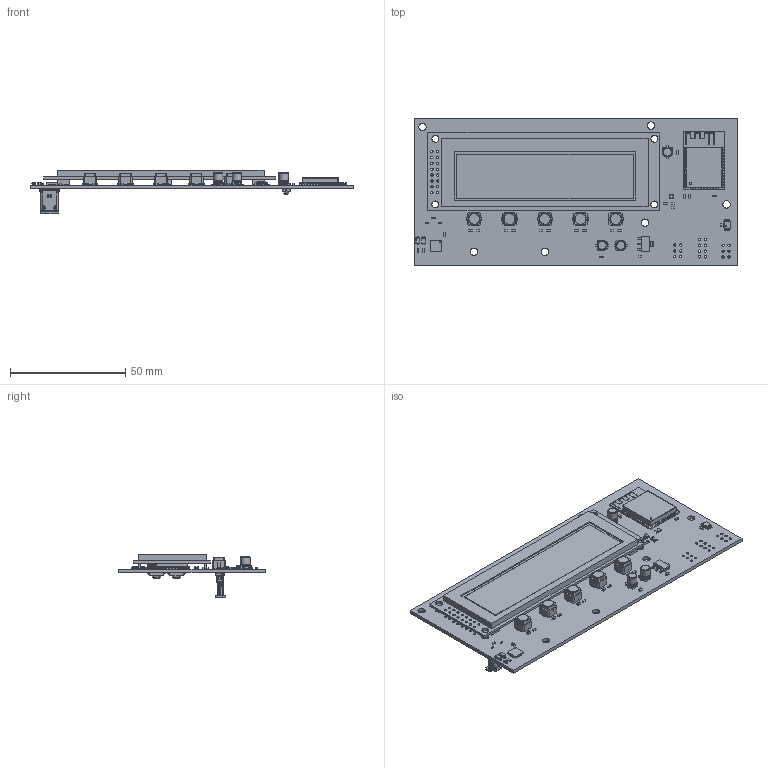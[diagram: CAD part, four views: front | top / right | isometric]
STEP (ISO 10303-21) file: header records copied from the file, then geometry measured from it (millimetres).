
FILE_DESCRIPTION(('KiCad electronic assembly'),'2;1');
FILE_NAME('MiliOhmMeter.step','2022-02-11T21:51:18',('Pcbnew'),('Kicad') ,'Open CASCADE STEP processor 7.6','KiCad to STEP converter','Unknown' );
FILE_SCHEMA(('AUTOMOTIVE_DESIGN { 1 0 10303 214 1 1 1 1 }'));
Length unit declared in the file: millimetre
Products named in the file (28): MiliOhmMeter 1; C_0603_1608Metric; SOLID; SW_SPST_Alps_SKPMAME010; COMPOUND; R_0603_1608Metric; D_SOD-123; TSSOP-10_3x3mm_P0.5mm; C_Elec_4x5.4; QFN-28-1EP_5x5mm_P0.5mm_EP3.35x3.35mm; SOT-363_SC-70-6; SOT-223; ESP32-WROOM-32; OLED_SSD1322_NHD_256X64; USB_Micro-B_Molex-105133-0031; SW_SPST_CK_RS282G05A3; MiliOhmMeter PCB
Assembly tree (56 placements, depth 3):
  MiliOhmMeter 1
    C_0603_1608Metric  x12
      SOLID
    SW_SPST_Alps_SKPMAME010  x5
      COMPOUND
    R_0603_1608Metric  x11
      SOLID
    D_SOD-123  x2
      SOLID
    TSSOP-10_3x3mm_P0.5mm
      SOLID
    C_Elec_4x5.4  x3
      COMPOUND
    QFN-28-1EP_5x5mm_P0.5mm_EP3.35x3.35mm
      SOLID
    SOT-363_SC-70-6
      SOLID
    SOT-223
      SOLID
    ESP32-WROOM-32
      SOLID
    OLED_SSD1322_NHD_256X64
      COMPOUND
    USB_Micro-B_Molex-105133-0031
      COMPOUND
    SW_SPST_CK_RS282G05A3  x2
      SOLID
    MiliOhmMeter PCB
Bounding box: 140.08 x 63.63 x 18.73 mm (x, y, z)
Volume: 26566.6 mm3; surface area: 36119 mm2
Topology: 68 solids, 69 shells, 3788 faces, 9952 edges, 6436 vertices
Faces by surface type: bspline 3724, cylinder 52, plane 12
Full cylindrical faces by diameter (mm): 1 x36, 3 x4, 3.2 x6
Entity records: 168904 total; most frequent: CARTESIAN_POINT 66273, B_SPLINE_CURVE_WITH_KNOTS 17847, ORIENTED_EDGE 14048, PCURVE 14048, DEFINITIONAL_REPRESENTATION 14048, EDGE_CURVE 7024, SURFACE_CURVE 6966, VERTEX_POINT 4488
